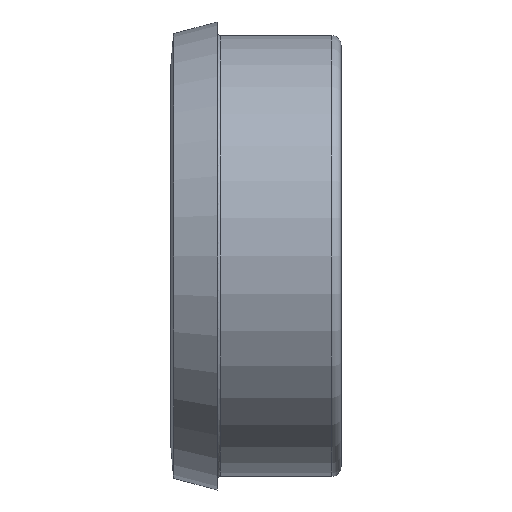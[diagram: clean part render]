
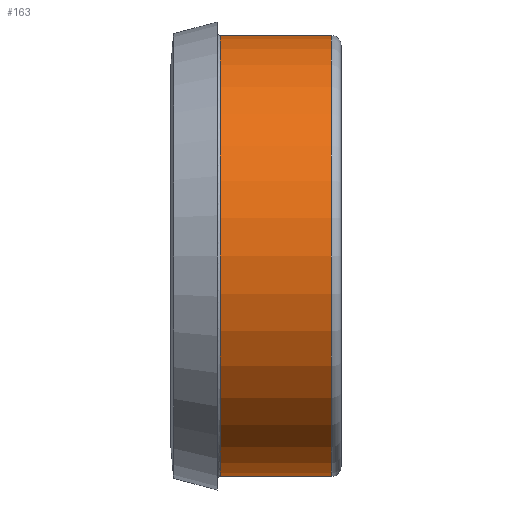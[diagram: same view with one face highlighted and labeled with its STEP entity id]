
A CAD part, front view. The second image highlights one B-rep face of the part: STEP entity #163.
In plain terms, the highlighted cylindrical face has radius 57 mm (diameter 114 mm), a full revolution.
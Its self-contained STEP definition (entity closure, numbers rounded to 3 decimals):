
#132=CARTESIAN_POINT('',(-31.2,57.,0.));
#133=VERTEX_POINT('',#132);
#134=CARTESIAN_POINT('',(-31.2,0.0,0.0));
#135=DIRECTION('',(-1.0,0.0,0.0));
#136=DIRECTION('',(0.0,-1.0,0.0));
#137=AXIS2_PLACEMENT_3D('',#134,#135,#136);
#138=CIRCLE('',#137,57.);
#139=EDGE_CURVE('',#133,#133,#138,.T.);
#144=CARTESIAN_POINT('',(-2.748,0.0,0.0));
#145=DIRECTION('',(1.0,0.0,0.0));
#146=DIRECTION('',(0.0,1.0,0.0));
#147=AXIS2_PLACEMENT_3D('',#144,#145,#146);
#148=CYLINDRICAL_SURFACE('',#147,57.);
#149=CARTESIAN_POINT('',(-2.5,57.,0.0));
#150=VERTEX_POINT('',#149);
#151=CARTESIAN_POINT('',(-2.5,0.0,0.0));
#152=DIRECTION('',(1.0,0.0,0.0));
#153=DIRECTION('',(0.0,-1.0,0.0));
#154=AXIS2_PLACEMENT_3D('',#151,#152,#153);
#155=CIRCLE('',#154,57.);
#156=EDGE_CURVE('',#150,#150,#155,.T.);
#157=ORIENTED_EDGE('',*,*,#156,.F.);
#158=EDGE_LOOP('',(#157));
#159=FACE_OUTER_BOUND('',#158,.T.);
#160=ORIENTED_EDGE('',*,*,#139,.F.);
#161=EDGE_LOOP('',(#160));
#162=FACE_BOUND('',#161,.T.);
#163=ADVANCED_FACE('',(#159,#162),#148,.T.);
